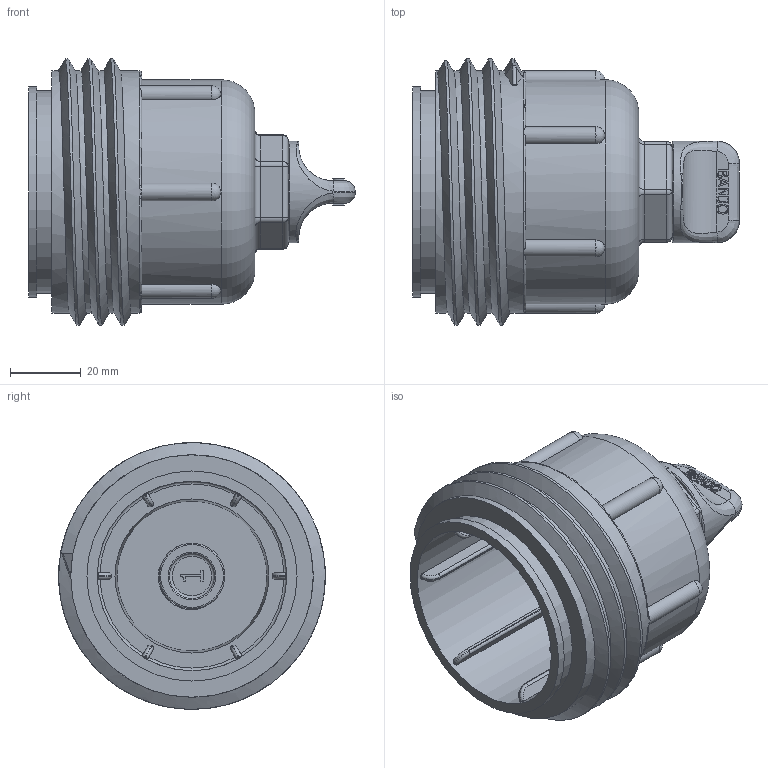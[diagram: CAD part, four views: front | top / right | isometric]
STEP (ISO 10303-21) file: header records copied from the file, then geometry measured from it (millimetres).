
FILE_DESCRIPTION((''),'2;1');
FILE_NAME('LS100-C1.stp','2013-03-05T15:31:51',('mclevenger'),(''),'Autodesk Inventor 2013','Autodesk Inventor 2013','');
FILE_SCHEMA(('AUTOMOTIVE_DESIGN { 1 0 10303 214 1 1 1 1 }'));
Length unit declared in the file: inch
Products named in the file (4): LS100-C1; LS100XC1; 12777; UV15163
Assembly tree (3 placements, depth 2):
  LS100-C1
    LS100XC1
    12777
    UV15163
Bounding box: 92.46 x 75.42 x 75.45 mm (x, y, z)
Volume: 99661.5 mm3; surface area: 41462 mm2
Topology: 3 solids, 3 shells, 385 faces, 1011 edges, 633 vertices
Faces by surface type: plane 174, bspline 77, cylinder 74, torus 39, sphere 12, cone 9
Full cylindrical faces by diameter (mm): 12.7 x1, 18.542 x6, 25.527 x1, 28.702 x1, 53.594 x1, 57.15 x1, 59.436 x1, 63.5 x1, 68.58 x4
Entity records: 17545 total; most frequent: CARTESIAN_POINT 9116, ORIENTED_EDGE 1856, DIRECTION 1486, EDGE_CURVE 928, VERTEX_POINT 593, AXIS2_PLACEMENT_3D 512, VECTOR 462, LINE 462
